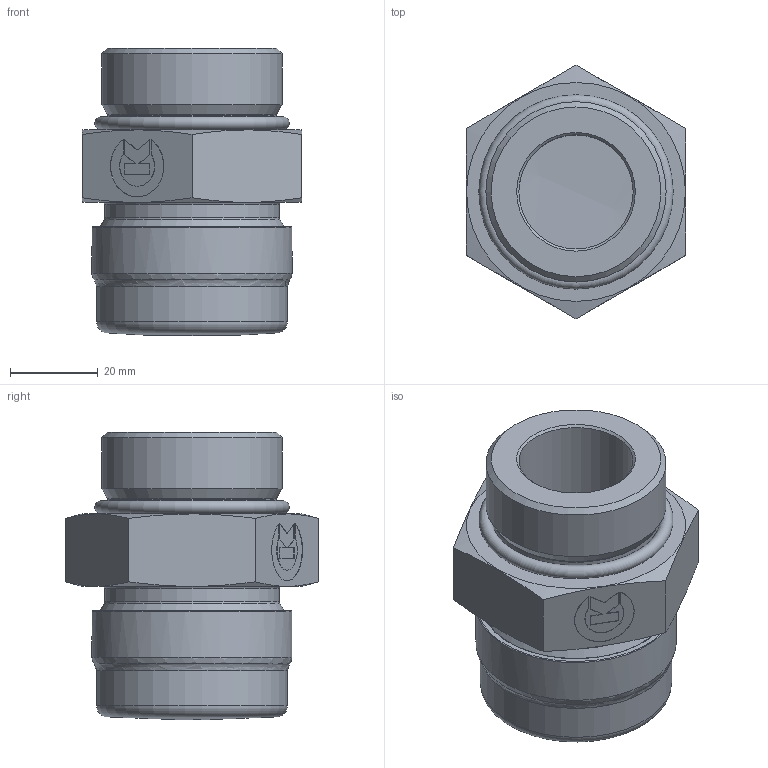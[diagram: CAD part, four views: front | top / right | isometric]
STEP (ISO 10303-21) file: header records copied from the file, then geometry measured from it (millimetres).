
FILE_DESCRIPTION((''),'2;1');
FILE_NAME('200602627.stp','2014-07-21T16:33:11',(''),('KNOMI spol. s r. o.'),'Autodesk Inventor 2012','Autodesk Inventor 2012','');
FILE_SCHEMA(('AUTOMOTIVE_DESIGN { 1 2 10303 214 0 1 1 1 }'));
Length unit declared in the file: millimetre
Products named in the file (5): PHOF -20 1 5/8-12 / 1 11/16-12; 200612627; 602987017890; 606374630090; 629141525
Assembly tree (4 placements, depth 2):
  PHOF -20 1 5/8-12 / 1 11/16-12
    200612627
    602987017890
    606374630090
    629141525
Bounding box: 50 x 57.73 x 65.31 mm (x, y, z)
Volume: 62924.3 mm3; surface area: 26235.4 mm2
Topology: 4 solids, 4 shells, 91 faces, 204 edges, 126 vertices
Faces by surface type: plane 43, torus 17, cylinder 15, cone 13, sphere 2, bspline 1
Full cylindrical faces by diameter (mm): 26 x1, 28.55 x1, 33.25 x1, 38.28 x1, 39.75 x1, 40.57 x1, 41.02 x1, 42.57 x2, 43.57 x1, 45.57 x1
Entity records: 2649 total; most frequent: CARTESIAN_POINT 528, DIRECTION 402, ORIENTED_EDGE 332, EDGE_CURVE 166, AXIS2_PLACEMENT_3D 157, EDGE_LOOP 135, VERTEX_POINT 121, STYLED_ITEM 95
